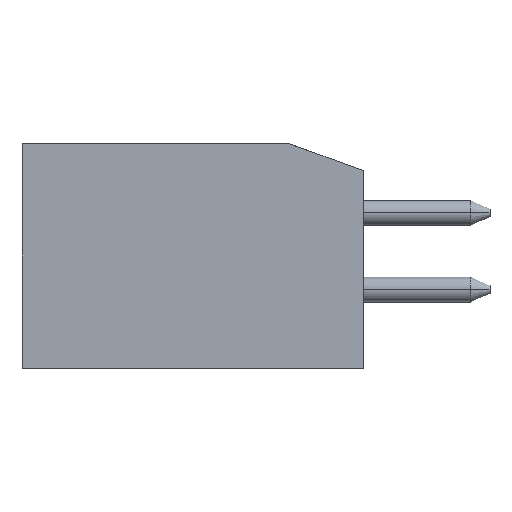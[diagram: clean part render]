
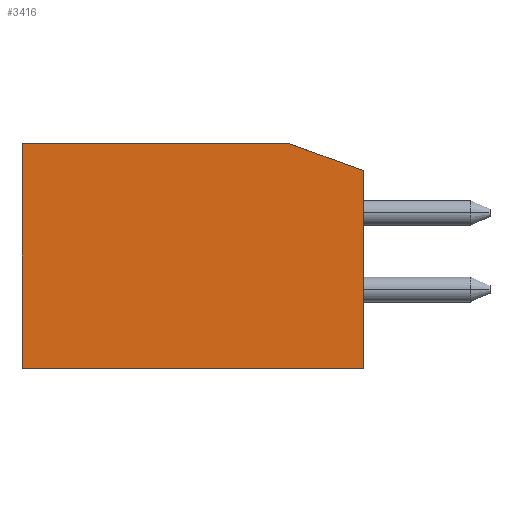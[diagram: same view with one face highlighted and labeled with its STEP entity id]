
A CAD part, left-side view. The second image highlights one B-rep face of the part: STEP entity #3416.
In plain terms, the highlighted planar face has unit normal (-1, 0, 0).
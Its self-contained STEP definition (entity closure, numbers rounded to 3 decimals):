
#13=DIRECTION('',(0.,0.,1.));
#14=VECTOR('',#13,5.85);
#15=CARTESIAN_POINT('',(-5.15,8.9,-2.925));
#16=LINE('',#15,#14);
#205=DIRECTION('',(0.,1.,0.));
#206=VECTOR('',#205,6.977);
#207=CARTESIAN_POINT('',(-5.15,1.923,2.925));
#208=LINE('',#207,#206);
#829=DIRECTION('',(0.,0.,1.));
#830=VECTOR('',#829,5.15);
#831=CARTESIAN_POINT('',(-5.15,0.,-2.925));
#832=LINE('',#831,#830);
#1097=DIRECTION('',(0.,0.94,0.342));
#1098=VECTOR('',#1097,2.047);
#1099=CARTESIAN_POINT('',(-5.15,0.,2.225));
#1100=LINE('',#1099,#1098);
#1101=DIRECTION('',(0.,1.,0.));
#1102=VECTOR('',#1101,8.9);
#1103=CARTESIAN_POINT('',(-5.15,0.,-2.925));
#1104=LINE('',#1103,#1102);
#1469=CARTESIAN_POINT('',(-5.15,8.9,-2.925));
#1470=CARTESIAN_POINT('',(-5.15,8.9,2.925));
#1471=VERTEX_POINT('',#1469);
#1472=VERTEX_POINT('',#1470);
#1477=CARTESIAN_POINT('',(-5.15,0.,-2.925));
#1478=VERTEX_POINT('',#1477);
#1509=CARTESIAN_POINT('',(-5.15,0.,2.225));
#1510=CARTESIAN_POINT('',(-5.15,1.923,2.925));
#1511=VERTEX_POINT('',#1509);
#1512=VERTEX_POINT('',#1510);
#3404=CARTESIAN_POINT('',(-5.15,0.,-2.925));
#3405=DIRECTION('',(-1.,0.,0.));
#3406=DIRECTION('',(0.,0.,1.));
#3407=AXIS2_PLACEMENT_3D('',#3404,#3405,#3406);
#3408=PLANE('',#3407);
#3409=ORIENTED_EDGE('',*,*,#2249,.F.);
#3410=ORIENTED_EDGE('',*,*,#3046,.F.);
#3411=ORIENTED_EDGE('',*,*,#3148,.T.);
#3412=ORIENTED_EDGE('',*,*,#1912,.T.);
#3413=ORIENTED_EDGE('',*,*,#2227,.F.);
#3414=EDGE_LOOP('',(#3409,#3410,#3411,#3412,#3413));
#3415=FACE_OUTER_BOUND('',#3414,.F.);
#1912=EDGE_CURVE('',#1471,#1472,#16,.T.);
#2227=EDGE_CURVE('',#1512,#1472,#208,.T.);
#2249=EDGE_CURVE('',#1511,#1512,#1100,.T.);
#3046=EDGE_CURVE('',#1478,#1511,#832,.T.);
#3148=EDGE_CURVE('',#1478,#1471,#1104,.T.);
#3416=ADVANCED_FACE('',(#3415),#3408,.T.);
